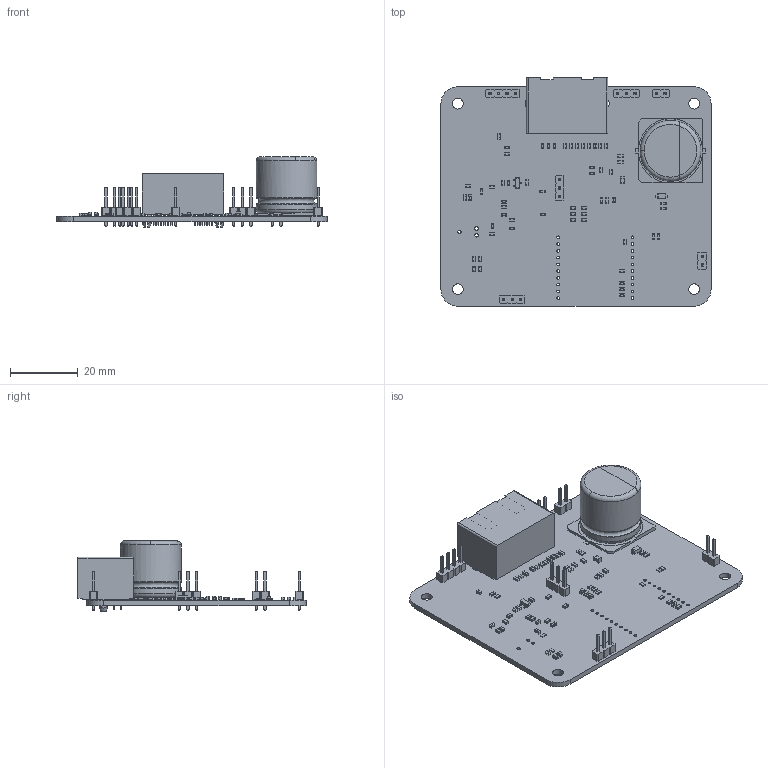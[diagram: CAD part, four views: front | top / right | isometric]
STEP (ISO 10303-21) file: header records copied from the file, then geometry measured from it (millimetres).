
FILE_DESCRIPTION(('KiCad electronic assembly'),'2;1');
FILE_NAME('chaac.step','2019-02-03T12:45:06',('An Author'),('A Company') ,'Open CASCADE STEP processor 6.9','KiCad to STEP converter','Unknown' );
FILE_SCHEMA(('AUTOMOTIVE_DESIGN { 1 0 10303 214 1 1 1 1 }'));
Length unit declared in the file: millimetre
Products named in the file (24): Open CASCADE STEP translator 6.9 1; 438146621; COMPOUND; R_0603_1608Metric; SOLID; C_0603_1608Metric; PinHeader_1x03_P2.54mm_Vertical; CP_Elec_18x17.5; C_0805_2012Metric; D_SOD-123F; LED_0603_1608Metric; PinHeader_1x04_P2.54mm_Vertical; PinHeader_1x02_P2.54mm_Vertical; SOT-23
Assembly tree (82 placements, depth 3):
  Open CASCADE STEP translator 6.9 1
    438146621
      COMPOUND
    R_0603_1608Metric  x30
      SOLID
    C_0603_1608Metric  x24
      SOLID
    PinHeader_1x03_P2.54mm_Vertical  x3
      SOLID
    CP_Elec_18x17.5
      SOLID
    C_0805_2012Metric
      SOLID
    D_SOD-123F
      SOLID
    LED_0603_1608Metric  x5
      SOLID
    PinHeader_1x04_P2.54mm_Vertical
      SOLID
    PinHeader_1x02_P2.54mm_Vertical  x2
      SOLID
    SOT-23
      SOLID
    COMPOUND
Bounding box: 80 x 67.62 x 20.8 mm (x, y, z)
Volume: 15888.3 mm3; surface area: 18140.3 mm2
Topology: 71 solids, 71 shells, 2760 faces, 7204 edges, 4725 vertices
Faces by surface type: plane 2019, cylinder 693, bspline 39, cone 4, torus 4, revolution 1
Full cylindrical faces by diameter (mm): 0.8 x20, 0.889 x12, 0.991 x3, 1 x17, 3.2 x4, 3.302 x2, 18 x2
Entity records: 68349 total; most frequent: CARTESIAN_POINT 12653, DIRECTION 9676, LINE 6752, VECTOR 6752, ORIENTED_EDGE 5048, PCURVE 5048, DEFINITIONAL_REPRESENTATION 5048, EDGE_CURVE 2524
